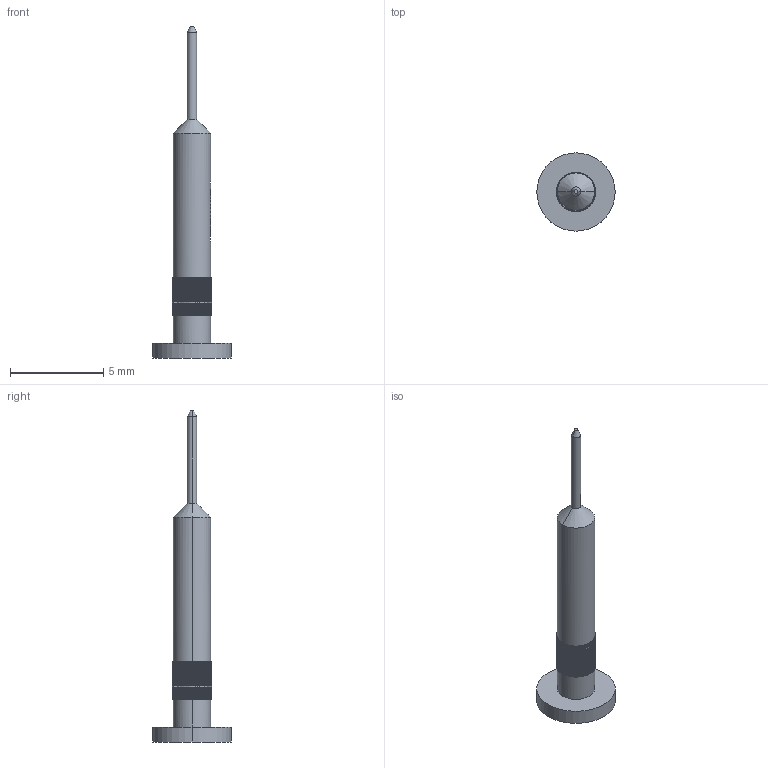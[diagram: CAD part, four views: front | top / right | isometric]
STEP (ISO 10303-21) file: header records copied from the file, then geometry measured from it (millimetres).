
FILE_DESCRIPTION (( 'STEP AP203' ), '1' );
FILE_NAME ('MOD-I-P18WR0.8.step', '2015-07-09T11:54:38', ( 'firstrun' ), ( 'Hewlett-Packard Company' ), 'SwSTEP 2.0', 'SolidWorks 2012', '' );
FILE_SCHEMA (( 'CONFIG_CONTROL_DESIGN' ));
Length unit declared in the file: millimetre
Products named in the file (1): MOD-I-P18WR0.8
Bounding box: 4.2 x 4.2 x 17.8 mm (x, y, z)
Volume: 48.7 mm3; surface area: 131.3 mm2
Topology: 1 solids, 1 shells, 454 faces, 1161 edges, 772 vertices
Faces by surface type: plane 304, cylinder 84, bspline 62, cone 4
Entity records: 15470 total; most frequent: CARTESIAN_POINT 4596, ORIENTED_EDGE 2322, DIRECTION 2086, EDGE_CURVE 1161, VERTEX_POINT 772, AXIS2_PLACEMENT_3D 737, VECTOR 612, LINE 612
